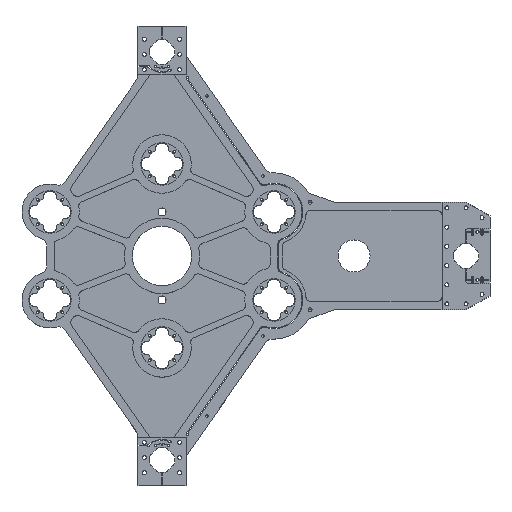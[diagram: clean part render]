
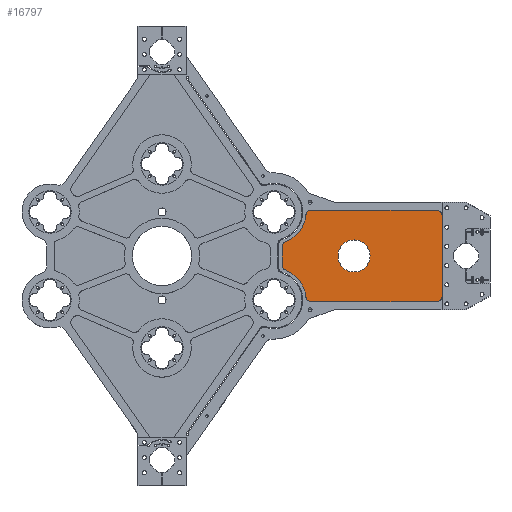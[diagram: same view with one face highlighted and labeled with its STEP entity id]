
A CAD part, top view. The second image highlights one B-rep face of the part: STEP entity #16797.
In plain terms, the highlighted planar face has unit normal (0, 0, 1).
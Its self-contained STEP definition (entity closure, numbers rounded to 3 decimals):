
#58 = FACE_BOUND ( 'NONE', #16282, .T. ) ;
#105 = DIRECTION ( 'NONE',  ( 1., 0., 0. ) ) ;
#434 = VERTEX_POINT ( 'NONE', #35931 ) ;
#812 = CARTESIAN_POINT ( 'NONE',  ( 92.913, -25.5, 1. ) ) ;
#968 = CARTESIAN_POINT ( 'NONE',  ( 78., -5.936, 1. ) ) ;
#1477 = CARTESIAN_POINT ( 'NONE',  ( 172., 25.5, 1. ) ) ;
#1865 = ORIENTED_EDGE ( 'NONE', *, *, #34030, .F. ) ;
#2762 = LINE ( 'NONE', #21754, #33641 ) ;
#3868 = DIRECTION ( 'NONE',  ( 0., 0., -1. ) ) ;
#4057 = DIRECTION ( 'NONE',  ( 1., 0., 0. ) ) ;
#4410 = DIRECTION ( 'NONE',  ( 0., 0., 1. ) ) ;
#4562 = DIRECTION ( 'NONE',  ( 1., 0., 0. ) ) ;
#4678 = LINE ( 'NONE', #25915, #23464 ) ;
#5189 = CIRCLE ( 'NONE', #9090, 3. ) ;
#5566 = AXIS2_PLACEMENT_3D ( 'NONE', #14553, #39476, #39679 ) ;
#6163 = EDGE_CURVE ( 'NONE', #30502, #11610, #9204, .T. ) ;
#6574 = ORIENTED_EDGE ( 'NONE', *, *, #13252, .F. ) ;
#7052 = DIRECTION ( 'NONE',  ( 0., 0., 1. ) ) ;
#7719 = ORIENTED_EDGE ( 'NONE', *, *, #14086, .F. ) ;
#7866 = VECTOR ( 'NONE', #4562, 1000. ) ;
#8100 = CIRCLE ( 'NONE', #30905, 3. ) ;
#8283 = CARTESIAN_POINT ( 'NONE',  ( 76.957, 8.749, 1. ) ) ;
#8886 = DIRECTION ( 'NONE',  ( 0., 0., 1. ) ) ;
#9090 = AXIS2_PLACEMENT_3D ( 'NONE', #968, #32203, #25655 ) ;
#9103 = DIRECTION ( 'NONE',  ( 1., 0., 0. ) ) ;
#9204 = LINE ( 'NONE', #21642, #15850 ) ;
#9314 = CARTESIAN_POINT ( 'NONE',  ( 120., 0., 1. ) ) ;
#10656 = DIRECTION ( 'NONE',  ( 1., 0., 0. ) ) ;
#11172 = AXIS2_PLACEMENT_3D ( 'NONE', #1477, #32909, #10656 ) ;
#11610 = VERTEX_POINT ( 'NONE', #38695 ) ;
#11945 = ORIENTED_EDGE ( 'NONE', *, *, #24213, .F. ) ;
#12075 = CARTESIAN_POINT ( 'NONE',  ( 175., 25.5, 1. ) ) ;
#12446 = DIRECTION ( 'NONE',  ( 0., 1., 0. ) ) ;
#12696 = CARTESIAN_POINT ( 'NONE',  ( 0., 0., 1. ) ) ;
#13131 = ORIENTED_EDGE ( 'NONE', *, *, #25692, .F. ) ;
#13252 = EDGE_CURVE ( 'NONE', #20407, #16943, #38651, .T. ) ;
#13413 = AXIS2_PLACEMENT_3D ( 'NONE', #9314, #31340, #9103 ) ;
#14086 = EDGE_CURVE ( 'NONE', #11610, #18477, #20984, .T. ) ;
#14100 = VERTEX_POINT ( 'NONE', #34871 ) ;
#14553 = CARTESIAN_POINT ( 'NONE',  ( 92.913, 25.5, 1. ) ) ;
#15185 = VERTEX_POINT ( 'NONE', #33179 ) ;
#15556 = PLANE ( 'NONE',  #17823 ) ;
#15850 = VECTOR ( 'NONE', #12446, 1000. ) ;
#16282 = EDGE_LOOP ( 'NONE', ( #25959, #31576 ) ) ;
#16445 = AXIS2_PLACEMENT_3D ( 'NONE', #31830, #16698, #4057 ) ;
#16597 = CARTESIAN_POINT ( 'NONE',  ( 92.913, 28.5, 1. ) ) ;
#16698 = DIRECTION ( 'NONE',  ( 0., 0., -1. ) ) ;
#16797 = ADVANCED_FACE ( 'NONE', ( #58, #31898 ), #15556, .T. ) ;
#16943 = VERTEX_POINT ( 'NONE', #36132 ) ;
#17028 = CIRCLE ( 'NONE', #11172, 3. ) ;
#17112 = DIRECTION ( 'NONE',  ( 0., -1., 0. ) ) ;
#17185 = EDGE_LOOP ( 'NONE', ( #32872, #37375, #33882, #29323, #25239, #24592, #11945, #6574, #13131, #1865, #7719, #37917 ) ) ;
#17187 = EDGE_CURVE ( 'NONE', #26385, #26924, #8100, .T. ) ;
#17823 = AXIS2_PLACEMENT_3D ( 'NONE', #12696, #19024, #22097 ) ;
#18204 = EDGE_CURVE ( 'NONE', #26924, #28417, #20545, .T. ) ;
#18477 = VERTEX_POINT ( 'NONE', #8283 ) ;
#19024 = DIRECTION ( 'NONE',  ( 0., 0., 1. ) ) ;
#19793 = EDGE_CURVE ( 'NONE', #14100, #26385, #2762, .T. ) ;
#19807 = EDGE_CURVE ( 'NONE', #434, #15185, #38294, .T. ) ;
#20407 = VERTEX_POINT ( 'NONE', #32316 ) ;
#20545 = CIRCLE ( 'NONE', #27102, 20. ) ;
#20574 = CARTESIAN_POINT ( 'NONE',  ( 172., -25.5, 1. ) ) ;
#20984 = CIRCLE ( 'NONE', #16445, 3. ) ;
#21642 = CARTESIAN_POINT ( 'NONE',  ( 75., 5.936, 1. ) ) ;
#21754 = CARTESIAN_POINT ( 'NONE',  ( 92.913, -28.5, 1. ) ) ;
#22097 = DIRECTION ( 'NONE',  ( 1., 0., 0. ) ) ;
#23349 = EDGE_CURVE ( 'NONE', #28504, #28319, #4678, .T. ) ;
#23464 = VECTOR ( 'NONE', #17112, 1000. ) ;
#24213 = EDGE_CURVE ( 'NONE', #16943, #28504, #17028, .T. ) ;
#24591 = EDGE_CURVE ( 'NONE', #28319, #14100, #33922, .T. ) ;
#24592 = ORIENTED_EDGE ( 'NONE', *, *, #23349, .F. ) ;
#25239 = ORIENTED_EDGE ( 'NONE', *, *, #24591, .F. ) ;
#25299 = CARTESIAN_POINT ( 'NONE',  ( 75., -5.936, 1. ) ) ;
#25655 = DIRECTION ( 'NONE',  ( 1., 0., 0. ) ) ;
#25692 = EDGE_CURVE ( 'NONE', #35176, #20407, #29421, .T. ) ;
#25915 = CARTESIAN_POINT ( 'NONE',  ( 175., 25.5, 1. ) ) ;
#25959 = ORIENTED_EDGE ( 'NONE', *, *, #19807, .F. ) ;
#26237 = CARTESIAN_POINT ( 'NONE',  ( 70., -27.5, 1. ) ) ;
#26385 = VERTEX_POINT ( 'NONE', #27103 ) ;
#26651 = EDGE_CURVE ( 'NONE', #15185, #434, #39504, .T. ) ;
#26924 = VERTEX_POINT ( 'NONE', #40307 ) ;
#27102 = AXIS2_PLACEMENT_3D ( 'NONE', #26237, #7052, #28887 ) ;
#27103 = CARTESIAN_POINT ( 'NONE',  ( 92.913, -28.5, 1. ) ) ;
#27665 = CARTESIAN_POINT ( 'NONE',  ( 70., 27.5, 1. ) ) ;
#28054 = AXIS2_PLACEMENT_3D ( 'NONE', #20574, #33057, #38780 ) ;
#28181 = DIRECTION ( 'NONE',  ( 1., 0., 0. ) ) ;
#28319 = VERTEX_POINT ( 'NONE', #34977 ) ;
#28417 = VERTEX_POINT ( 'NONE', #32534 ) ;
#28504 = VERTEX_POINT ( 'NONE', #12075 ) ;
#28516 = DIRECTION ( 'NONE',  ( 1., 0., 0. ) ) ;
#28887 = DIRECTION ( 'NONE',  ( 1., 0., 0. ) ) ;
#29323 = ORIENTED_EDGE ( 'NONE', *, *, #19793, .F. ) ;
#29421 = CIRCLE ( 'NONE', #5566, 3. ) ;
#29464 = AXIS2_PLACEMENT_3D ( 'NONE', #27665, #8886, #105 ) ;
#30502 = VERTEX_POINT ( 'NONE', #25299 ) ;
#30752 = CIRCLE ( 'NONE', #29464, 20. ) ;
#30905 = AXIS2_PLACEMENT_3D ( 'NONE', #812, #3868, #28181 ) ;
#30984 = EDGE_CURVE ( 'NONE', #28417, #30502, #5189, .T. ) ;
#31340 = DIRECTION ( 'NONE',  ( 0., 0., 1. ) ) ;
#31576 = ORIENTED_EDGE ( 'NONE', *, *, #26651, .F. ) ;
#31830 = CARTESIAN_POINT ( 'NONE',  ( 78., 5.936, 1. ) ) ;
#31898 = FACE_OUTER_BOUND ( 'NONE', #17185, .T. ) ;
#32203 = DIRECTION ( 'NONE',  ( 0., 0., -1. ) ) ;
#32316 = CARTESIAN_POINT ( 'NONE',  ( 92.913, 28.5, 1. ) ) ;
#32377 = CARTESIAN_POINT ( 'NONE',  ( 120., 0., 1. ) ) ;
#32534 = CARTESIAN_POINT ( 'NONE',  ( 76.957, -8.749, 1. ) ) ;
#32872 = ORIENTED_EDGE ( 'NONE', *, *, #30984, .F. ) ;
#32909 = DIRECTION ( 'NONE',  ( 0., 0., -1. ) ) ;
#33057 = DIRECTION ( 'NONE',  ( 0., 0., -1. ) ) ;
#33179 = CARTESIAN_POINT ( 'NONE',  ( 130., 0., 1. ) ) ;
#33641 = VECTOR ( 'NONE', #37259, 1000. ) ;
#33882 = ORIENTED_EDGE ( 'NONE', *, *, #17187, .F. ) ;
#33922 = CIRCLE ( 'NONE', #28054, 3. ) ;
#34030 = EDGE_CURVE ( 'NONE', #18477, #35176, #30752, .T. ) ;
#34871 = CARTESIAN_POINT ( 'NONE',  ( 172., -28.5, 1. ) ) ;
#34977 = CARTESIAN_POINT ( 'NONE',  ( 175., -25.5, 1. ) ) ;
#35176 = VERTEX_POINT ( 'NONE', #37314 ) ;
#35931 = CARTESIAN_POINT ( 'NONE',  ( 110., 0., 1. ) ) ;
#36132 = CARTESIAN_POINT ( 'NONE',  ( 172., 28.5, 1. ) ) ;
#36232 = AXIS2_PLACEMENT_3D ( 'NONE', #32377, #4410, #28516 ) ;
#37259 = DIRECTION ( 'NONE',  ( -1., 0., 0. ) ) ;
#37314 = CARTESIAN_POINT ( 'NONE',  ( 89.924, 25.761, 1. ) ) ;
#37375 = ORIENTED_EDGE ( 'NONE', *, *, #18204, .F. ) ;
#37917 = ORIENTED_EDGE ( 'NONE', *, *, #6163, .F. ) ;
#38294 = CIRCLE ( 'NONE', #13413, 10. ) ;
#38651 = LINE ( 'NONE', #16597, #7866 ) ;
#38695 = CARTESIAN_POINT ( 'NONE',  ( 75., 5.936, 1. ) ) ;
#38780 = DIRECTION ( 'NONE',  ( 1., 0., 0. ) ) ;
#39476 = DIRECTION ( 'NONE',  ( 0., 0., -1. ) ) ;
#39504 = CIRCLE ( 'NONE', #36232, 10. ) ;
#39679 = DIRECTION ( 'NONE',  ( 1., 0., 0. ) ) ;
#40307 = CARTESIAN_POINT ( 'NONE',  ( 89.924, -25.761, 1. ) ) ;
